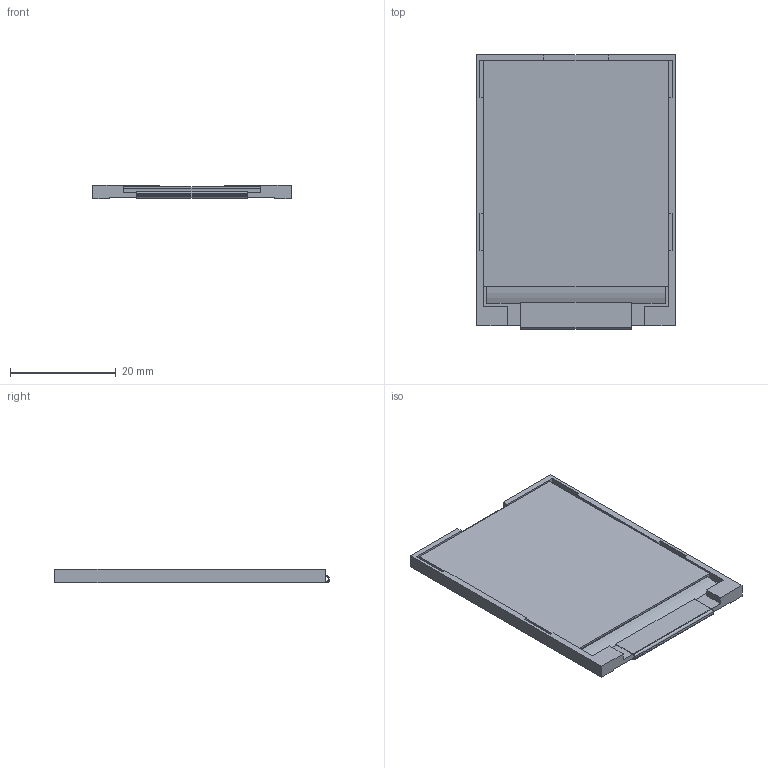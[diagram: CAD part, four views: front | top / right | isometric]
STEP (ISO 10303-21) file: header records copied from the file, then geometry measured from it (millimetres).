
FILE_DESCRIPTION (( 'STEP AP203' ), '1' );
FILE_NAME ('2.0 LCD TFT Module - Without Glass.STEP', '2020-06-01T11:51:45', ( '' ), ( '' ), 'SwSTEP 2.0', 'SolidWorks 2019', '' );
FILE_SCHEMA (( 'CONFIG_CONTROL_DESIGN' ));
Length unit declared in the file: millimetre
Products named in the file (1): 2.0 LCD TFT Module - Without Glass
Bounding box: 37.52 x 51.82 x 2.54 mm (x, y, z)
Volume: 3787.9 mm3; surface area: 4663.9 mm2
Topology: 1 solids, 1 shells, 56 faces, 164 edges, 108 vertices
Faces by surface type: plane 51, cylinder 5
Entity records: 1909 total; most frequent: CARTESIAN_POINT 329, ORIENTED_EDGE 328, DIRECTION 290, EDGE_CURVE 164, VECTOR 152, LINE 152, VERTEX_POINT 108, AXIS2_PLACEMENT_3D 69
